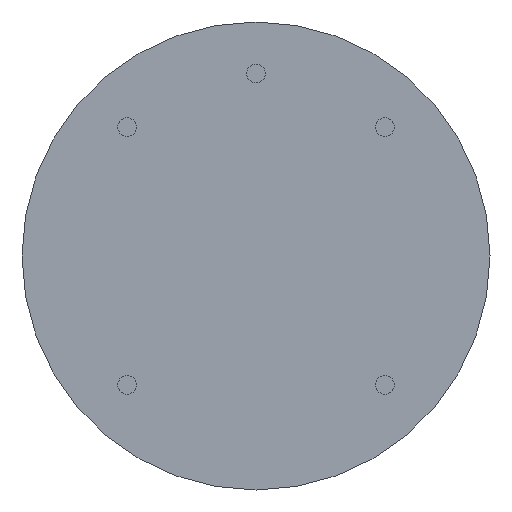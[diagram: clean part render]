
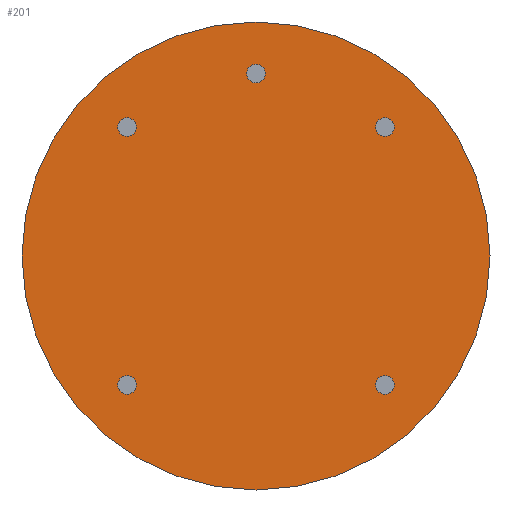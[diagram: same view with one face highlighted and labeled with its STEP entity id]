
A CAD part, front view. The second image highlights one B-rep face of the part: STEP entity #201.
In plain terms, the highlighted planar face has unit normal (0, -1, 0).
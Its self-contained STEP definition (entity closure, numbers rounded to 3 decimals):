
#17 = CIRCLE ( 'NONE', #338, 1.5 ) ;
#19 = DIRECTION ( 'NONE',  ( 0., 0., -1. ) ) ;
#25 = CARTESIAN_POINT ( 'NONE',  ( -20.86, 0., 22.36 ) ) ;
#30 = CIRCLE ( 'NONE', #407, 1.5 ) ;
#41 = EDGE_LOOP ( 'NONE', ( #127, #114 ) ) ;
#46 = CARTESIAN_POINT ( 'NONE',  ( 0., 0., 37.85 ) ) ;
#53 = CARTESIAN_POINT ( 'NONE',  ( 0., 0., 31. ) ) ;
#54 = EDGE_LOOP ( 'NONE', ( #494, #243 ) ) ;
#62 = AXIS2_PLACEMENT_3D ( 'NONE', #532, #115, #313 ) ;
#67 = CARTESIAN_POINT ( 'NONE',  ( 20.86, 0., 20.86 ) ) ;
#68 = ORIENTED_EDGE ( 'NONE', *, *, #516, .F. ) ;
#83 = CARTESIAN_POINT ( 'NONE',  ( -20.86, 0., -20.86 ) ) ;
#85 = CARTESIAN_POINT ( 'NONE',  ( 0., 0., 0. ) ) ;
#86 = DIRECTION ( 'NONE',  ( 0., 0., -1. ) ) ;
#94 = ORIENTED_EDGE ( 'NONE', *, *, #371, .F. ) ;
#96 = DIRECTION ( 'NONE',  ( 0., 0., -1. ) ) ;
#99 = DIRECTION ( 'NONE',  ( 0., 0., -1. ) ) ;
#108 = DIRECTION ( 'NONE',  ( 0., -1., 0. ) ) ;
#112 = CIRCLE ( 'NONE', #529, 1.5 ) ;
#114 = ORIENTED_EDGE ( 'NONE', *, *, #506, .F. ) ;
#115 = DIRECTION ( 'NONE',  ( 0., -1., 0. ) ) ;
#120 = CARTESIAN_POINT ( 'NONE',  ( -20.86, 0., -19.36 ) ) ;
#124 = CARTESIAN_POINT ( 'NONE',  ( 20.86, 0., 22.36 ) ) ;
#127 = ORIENTED_EDGE ( 'NONE', *, *, #643, .F. ) ;
#135 = CIRCLE ( 'NONE', #647, 1.5 ) ;
#136 = FACE_BOUND ( 'NONE', #54, .T. ) ;
#140 = CARTESIAN_POINT ( 'NONE',  ( 20.86, 0., 19.36 ) ) ;
#161 = CARTESIAN_POINT ( 'NONE',  ( -20.86, 0., 20.86 ) ) ;
#166 = DIRECTION ( 'NONE',  ( 0., -1., 0. ) ) ;
#169 = DIRECTION ( 'NONE',  ( 0., 0., -1. ) ) ;
#170 = EDGE_LOOP ( 'NONE', ( #94, #466 ) ) ;
#173 = ORIENTED_EDGE ( 'NONE', *, *, #484, .F. ) ;
#185 = VERTEX_POINT ( 'NONE', #140 ) ;
#187 = DIRECTION ( 'NONE',  ( 0., 1., 0. ) ) ;
#198 = CIRCLE ( 'NONE', #336, 1.5 ) ;
#201 = ADVANCED_FACE ( 'NONE', ( #239, #495, #136, #606, #493, #645 ), #289, .F. ) ;
#219 = AXIS2_PLACEMENT_3D ( 'NONE', #292, #500, #342 ) ;
#222 = DIRECTION ( 'NONE',  ( 0., -1., 0. ) ) ;
#229 = CIRCLE ( 'NONE', #62, 1.5 ) ;
#236 = EDGE_CURVE ( 'NONE', #395, #433, #406, .T. ) ;
#239 = FACE_BOUND ( 'NONE', #341, .T. ) ;
#243 = ORIENTED_EDGE ( 'NONE', *, *, #263, .F. ) ;
#255 = EDGE_CURVE ( 'NONE', #185, #555, #112, .T. ) ;
#263 = EDGE_CURVE ( 'NONE', #270, #575, #17, .T. ) ;
#266 = DIRECTION ( 'NONE',  ( 0., 0., -1. ) ) ;
#269 = AXIS2_PLACEMENT_3D ( 'NONE', #85, #187, #446 ) ;
#270 = VERTEX_POINT ( 'NONE', #511 ) ;
#285 = ORIENTED_EDGE ( 'NONE', *, *, #622, .F. ) ;
#288 = AXIS2_PLACEMENT_3D ( 'NONE', #554, #488, #594 ) ;
#289 = PLANE ( 'NONE',  #219 ) ;
#292 = CARTESIAN_POINT ( 'NONE',  ( 0., 0., 0. ) ) ;
#294 = CARTESIAN_POINT ( 'NONE',  ( -20.86, 0., 19.36 ) ) ;
#306 = DIRECTION ( 'NONE',  ( 0., -1., 0. ) ) ;
#313 = DIRECTION ( 'NONE',  ( 0., 0., -1. ) ) ;
#322 = ORIENTED_EDGE ( 'NONE', *, *, #236, .F. ) ;
#335 = VERTEX_POINT ( 'NONE', #53 ) ;
#336 = AXIS2_PLACEMENT_3D ( 'NONE', #354, #612, #96 ) ;
#338 = AXIS2_PLACEMENT_3D ( 'NONE', #465, #306, #421 ) ;
#339 = EDGE_CURVE ( 'NONE', #501, #343, #198, .T. ) ;
#341 = EDGE_LOOP ( 'NONE', ( #285, #68 ) ) ;
#342 = DIRECTION ( 'NONE',  ( 0., 0., 1. ) ) ;
#343 = VERTEX_POINT ( 'NONE', #294 ) ;
#347 = VERTEX_POINT ( 'NONE', #46 ) ;
#354 = CARTESIAN_POINT ( 'NONE',  ( -20.86, 0., 20.86 ) ) ;
#361 = AXIS2_PLACEMENT_3D ( 'NONE', #83, #547, #86 ) ;
#370 = CARTESIAN_POINT ( 'NONE',  ( -20.86, 0., -22.36 ) ) ;
#371 = EDGE_CURVE ( 'NONE', #343, #501, #553, .T. ) ;
#374 = CIRCLE ( 'NONE', #655, 1.5 ) ;
#378 = CARTESIAN_POINT ( 'NONE',  ( 0., 0., 0. ) ) ;
#387 = DIRECTION ( 'NONE',  ( 0., 0., 1. ) ) ;
#391 = EDGE_LOOP ( 'NONE', ( #322, #402 ) ) ;
#394 = DIRECTION ( 'NONE',  ( 0., -1., 0. ) ) ;
#395 = VERTEX_POINT ( 'NONE', #370 ) ;
#396 = AXIS2_PLACEMENT_3D ( 'NONE', #161, #108, #99 ) ;
#402 = ORIENTED_EDGE ( 'NONE', *, *, #468, .F. ) ;
#406 = CIRCLE ( 'NONE', #361, 1.5 ) ;
#407 = AXIS2_PLACEMENT_3D ( 'NONE', #438, #628, #266 ) ;
#421 = DIRECTION ( 'NONE',  ( 0., 0., -1. ) ) ;
#423 = CARTESIAN_POINT ( 'NONE',  ( 20.86, 0., -22.36 ) ) ;
#433 = VERTEX_POINT ( 'NONE', #120 ) ;
#435 = DIRECTION ( 'NONE',  ( 0., 1., 0. ) ) ;
#438 = CARTESIAN_POINT ( 'NONE',  ( -20.86, 0., -20.86 ) ) ;
#446 = DIRECTION ( 'NONE',  ( 0., 0., 1. ) ) ;
#452 = EDGE_CURVE ( 'NONE', #575, #270, #229, .T. ) ;
#454 = EDGE_LOOP ( 'NONE', ( #589, #173 ) ) ;
#465 = CARTESIAN_POINT ( 'NONE',  ( 20.86, 0., -20.86 ) ) ;
#466 = ORIENTED_EDGE ( 'NONE', *, *, #339, .F. ) ;
#468 = EDGE_CURVE ( 'NONE', #433, #395, #30, .T. ) ;
#484 = EDGE_CURVE ( 'NONE', #555, #185, #374, .T. ) ;
#488 = DIRECTION ( 'NONE',  ( 0., -1., 0. ) ) ;
#493 = FACE_BOUND ( 'NONE', #170, .T. ) ;
#494 = ORIENTED_EDGE ( 'NONE', *, *, #452, .F. ) ;
#495 = FACE_BOUND ( 'NONE', #391, .T. ) ;
#498 = CIRCLE ( 'NONE', #269, 37.85 ) ;
#500 = DIRECTION ( 'NONE',  ( 0., 1., 0. ) ) ;
#501 = VERTEX_POINT ( 'NONE', #25 ) ;
#506 = EDGE_CURVE ( 'NONE', #347, #613, #597, .T. ) ;
#511 = CARTESIAN_POINT ( 'NONE',  ( 20.86, 0., -19.36 ) ) ;
#516 = EDGE_CURVE ( 'NONE', #335, #634, #135, .T. ) ;
#529 = AXIS2_PLACEMENT_3D ( 'NONE', #642, #394, #596 ) ;
#532 = CARTESIAN_POINT ( 'NONE',  ( 20.86, 0., -20.86 ) ) ;
#543 = AXIS2_PLACEMENT_3D ( 'NONE', #378, #435, #387 ) ;
#547 = DIRECTION ( 'NONE',  ( 0., -1., 0. ) ) ;
#553 = CIRCLE ( 'NONE', #396, 1.5 ) ;
#554 = CARTESIAN_POINT ( 'NONE',  ( 0., 0., 29.5 ) ) ;
#555 = VERTEX_POINT ( 'NONE', #124 ) ;
#563 = CIRCLE ( 'NONE', #288, 1.5 ) ;
#575 = VERTEX_POINT ( 'NONE', #423 ) ;
#589 = ORIENTED_EDGE ( 'NONE', *, *, #255, .F. ) ;
#591 = CARTESIAN_POINT ( 'NONE',  ( 0., 0., 28. ) ) ;
#594 = DIRECTION ( 'NONE',  ( 0., 0., -1. ) ) ;
#596 = DIRECTION ( 'NONE',  ( 0., 0., -1. ) ) ;
#597 = CIRCLE ( 'NONE', #543, 37.85 ) ;
#603 = CARTESIAN_POINT ( 'NONE',  ( 0., 0., -37.85 ) ) ;
#606 = FACE_BOUND ( 'NONE', #454, .T. ) ;
#612 = DIRECTION ( 'NONE',  ( 0., -1., 0. ) ) ;
#613 = VERTEX_POINT ( 'NONE', #603 ) ;
#622 = EDGE_CURVE ( 'NONE', #634, #335, #563, .T. ) ;
#628 = DIRECTION ( 'NONE',  ( 0., -1., 0. ) ) ;
#632 = CARTESIAN_POINT ( 'NONE',  ( 0., 0., 29.5 ) ) ;
#634 = VERTEX_POINT ( 'NONE', #591 ) ;
#642 = CARTESIAN_POINT ( 'NONE',  ( 20.86, 0., 20.86 ) ) ;
#643 = EDGE_CURVE ( 'NONE', #613, #347, #498, .T. ) ;
#645 = FACE_OUTER_BOUND ( 'NONE', #41, .T. ) ;
#647 = AXIS2_PLACEMENT_3D ( 'NONE', #632, #222, #19 ) ;
#655 = AXIS2_PLACEMENT_3D ( 'NONE', #67, #166, #169 ) ;
